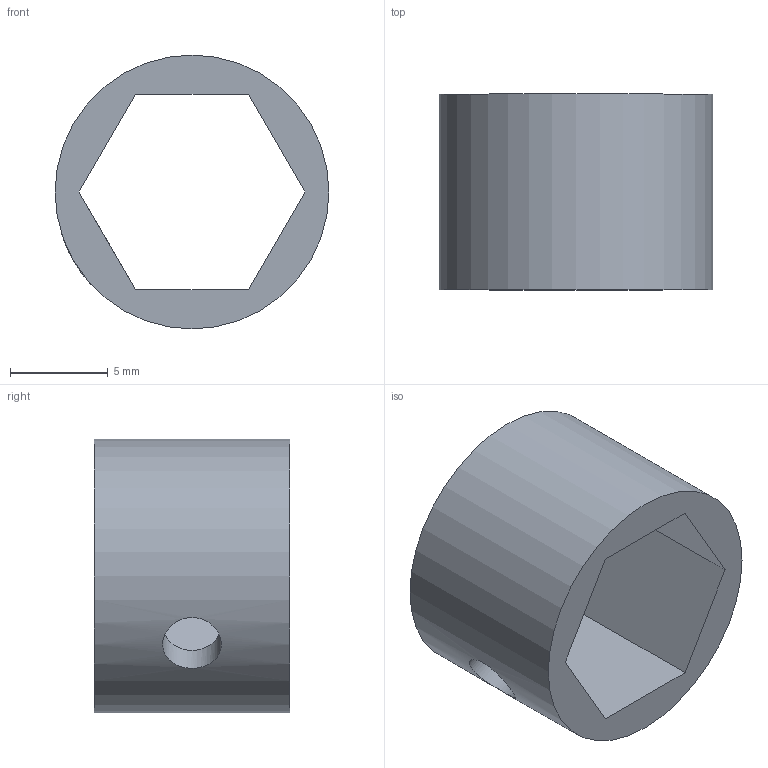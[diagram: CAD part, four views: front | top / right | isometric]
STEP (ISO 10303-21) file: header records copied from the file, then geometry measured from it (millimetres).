
FILE_DESCRIPTION(/* description */ (''),/* implementation_level */ '2;1');
FILE_NAME(/* name */ 'Collar v2.step',/* time_stamp */ '2019-03-03T15:52:07+01:00',/* author */ ('emytass'),/* organization */ (''),/* preprocessor_version */ 'ST-DEVELOPER v17.2',/* originating_system */ 'Autodesk Translation Framework v7.6.0.251',/* authorisation */ '');
FILE_SCHEMA (('AUTOMOTIVE_DESIGN { 1 0 10303 214 3 1 1 }'));
Length unit declared in the file: millimetre
Products named in the file (1): Collar
Bounding box: 14 x 10 x 14 mm (x, y, z)
Volume: 659.5 mm3; surface area: 924.8 mm2
Topology: 1 solids, 1 shells, 10 faces, 24 edges, 16 vertices
Faces by surface type: plane 8, cylinder 2
Full cylindrical faces by diameter (mm): 3 x1, 14 x1
Entity records: 369 total; most frequent: CARTESIAN_POINT 84, ORIENTED_EDGE 48, DIRECTION 48, EDGE_CURVE 24, LINE 20, VECTOR 20, VERTEX_POINT 16, EDGE_LOOP 14
